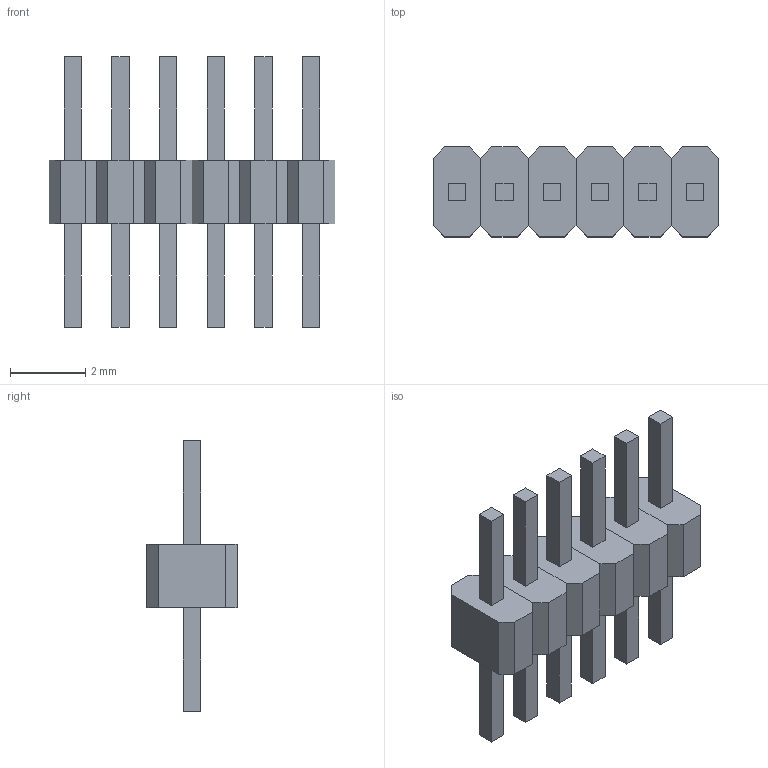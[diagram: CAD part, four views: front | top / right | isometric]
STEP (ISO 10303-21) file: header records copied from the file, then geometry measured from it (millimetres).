
FILE_DESCRIPTION(('FreeCAD Model'),'2;1');
FILE_NAME('PINHDR-THT-50mil-01x06.step','2021-05-05T21:54:52',('kicad StepUp'),( 'ksu MCAD'),'Open CASCADE STEP processor 7.3','FreeCAD','Unknown');
FILE_SCHEMA(('AUTOMOTIVE_DESIGN { 1 0 10303 214 1 1 1 1 }'));
Length unit declared in the file: millimetre
Products named in the file (1): PINHDR-THT-50mil-01x06
Bounding box: 7.62 x 2.4 x 7.2 mm (x, y, z)
Volume: 36.2 mm3; surface area: 132.2 mm2
Topology: 1 solids, 1 shells, 110 faces, 268 edges, 172 vertices
Faces by surface type: plane 110
Entity records: 3915 total; most frequent: CARTESIAN_POINT 551, ORIENTED_EDGE 536, DIRECTION 490, EDGE_CURVE 268, LINE 268, VECTOR 268, VERTEX_POINT 172, FACE_BOUND 122
